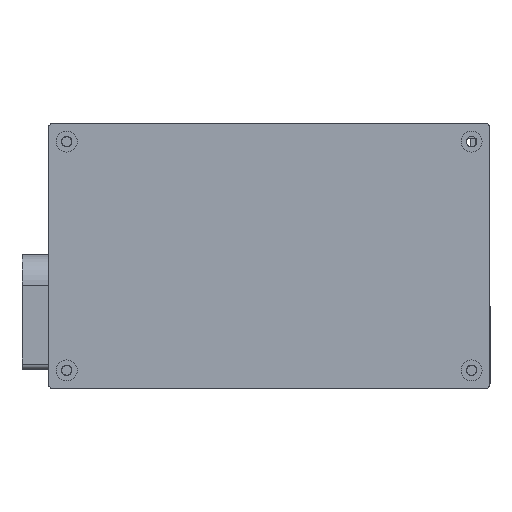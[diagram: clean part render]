
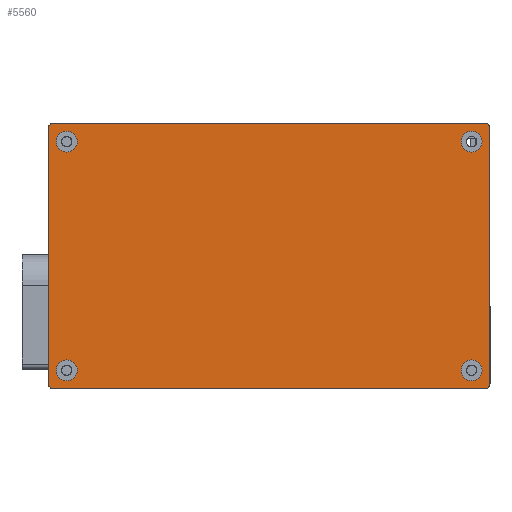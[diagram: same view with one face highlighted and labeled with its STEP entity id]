
A CAD part, front view. The second image highlights one B-rep face of the part: STEP entity #5560.
In plain terms, the highlighted planar face has unit normal (0, -1, 0).
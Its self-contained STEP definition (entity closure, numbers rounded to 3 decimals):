
#201=FACE_BOUND('',#588,.T.);
#202=FACE_BOUND('',#589,.T.);
#203=FACE_BOUND('',#590,.T.);
#204=FACE_BOUND('',#591,.T.);
#275=FACE_OUTER_BOUND('',#587,.T.);
#587=EDGE_LOOP('',(#3773,#3774,#3775,#3776,#3777,#3778,#3779,#3780));
#588=EDGE_LOOP('',(#3781));
#589=EDGE_LOOP('',(#3782));
#590=EDGE_LOOP('',(#3783));
#591=EDGE_LOOP('',(#3784));
#972=LINE('',#8392,#1529);
#973=LINE('',#8396,#1530);
#974=LINE('',#8400,#1531);
#975=LINE('',#8403,#1532);
#1529=VECTOR('',#6643,10.);
#1530=VECTOR('',#6646,10.);
#1531=VECTOR('',#6649,10.);
#1532=VECTOR('',#6652,10.);
#2082=CIRCLE('',#5965,4.);
#2085=CIRCLE('',#5970,4.);
#2088=CIRCLE('',#5975,4.);
#2091=CIRCLE('',#5980,4.);
#2094=CIRCLE('',#5985,2.);
#2095=CIRCLE('',#5986,2.);
#2096=CIRCLE('',#5987,2.);
#2097=CIRCLE('',#5988,2.);
#2370=VERTEX_POINT('',#8352);
#2373=VERTEX_POINT('',#8361);
#2376=VERTEX_POINT('',#8370);
#2379=VERTEX_POINT('',#8379);
#2382=VERTEX_POINT('',#8388);
#2383=VERTEX_POINT('',#8389);
#2384=VERTEX_POINT('',#8391);
#2385=VERTEX_POINT('',#8393);
#2386=VERTEX_POINT('',#8395);
#2387=VERTEX_POINT('',#8397);
#2388=VERTEX_POINT('',#8399);
#2389=VERTEX_POINT('',#8401);
#2920=EDGE_CURVE('',#2370,#2370,#2082,.T.);
#2924=EDGE_CURVE('',#2373,#2373,#2085,.T.);
#2928=EDGE_CURVE('',#2376,#2376,#2088,.T.);
#2932=EDGE_CURVE('',#2379,#2379,#2091,.T.);
#2936=EDGE_CURVE('',#2382,#2383,#2094,.T.);
#2937=EDGE_CURVE('',#2383,#2384,#972,.T.);
#2938=EDGE_CURVE('',#2384,#2385,#2095,.T.);
#2939=EDGE_CURVE('',#2385,#2386,#973,.T.);
#2940=EDGE_CURVE('',#2386,#2387,#2096,.T.);
#2941=EDGE_CURVE('',#2387,#2388,#974,.T.);
#2942=EDGE_CURVE('',#2388,#2389,#2097,.T.);
#2943=EDGE_CURVE('',#2389,#2382,#975,.T.);
#3773=ORIENTED_EDGE('',*,*,#2936,.T.);
#3774=ORIENTED_EDGE('',*,*,#2937,.T.);
#3775=ORIENTED_EDGE('',*,*,#2938,.T.);
#3776=ORIENTED_EDGE('',*,*,#2939,.T.);
#3777=ORIENTED_EDGE('',*,*,#2940,.T.);
#3778=ORIENTED_EDGE('',*,*,#2941,.T.);
#3779=ORIENTED_EDGE('',*,*,#2942,.T.);
#3780=ORIENTED_EDGE('',*,*,#2943,.T.);
#3781=ORIENTED_EDGE('',*,*,#2920,.T.);
#3782=ORIENTED_EDGE('',*,*,#2924,.T.);
#3783=ORIENTED_EDGE('',*,*,#2928,.T.);
#3784=ORIENTED_EDGE('',*,*,#2932,.T.);
#5376=PLANE('',#5984);
#5560=ADVANCED_FACE('',(#275,#201,#202,#203,#204),#5376,.F.);
#5965=AXIS2_PLACEMENT_3D('',#8353,#6597,#6598);
#5970=AXIS2_PLACEMENT_3D('',#8362,#6608,#6609);
#5975=AXIS2_PLACEMENT_3D('',#8371,#6619,#6620);
#5980=AXIS2_PLACEMENT_3D('',#8380,#6630,#6631);
#5984=AXIS2_PLACEMENT_3D('',#8387,#6639,#6640);
#5985=AXIS2_PLACEMENT_3D('',#8390,#6641,#6642);
#5986=AXIS2_PLACEMENT_3D('',#8394,#6644,#6645);
#5987=AXIS2_PLACEMENT_3D('',#8398,#6647,#6648);
#5988=AXIS2_PLACEMENT_3D('',#8402,#6650,#6651);
#6597=DIRECTION('center_axis',(0.,1.,0.));
#6598=DIRECTION('ref_axis',(1.,0.,0.));
#6608=DIRECTION('center_axis',(0.,1.,0.));
#6609=DIRECTION('ref_axis',(1.,0.,0.));
#6619=DIRECTION('center_axis',(0.,1.,0.));
#6620=DIRECTION('ref_axis',(1.,0.,0.));
#6630=DIRECTION('center_axis',(0.,1.,0.));
#6631=DIRECTION('ref_axis',(1.,0.,0.));
#6639=DIRECTION('center_axis',(0.,1.,0.));
#6640=DIRECTION('ref_axis',(1.,0.,0.));
#6641=DIRECTION('center_axis',(0.,-1.,0.));
#6642=DIRECTION('ref_axis',(0.707,0.,0.707));
#6643=DIRECTION('',(-1.,0.,0.));
#6644=DIRECTION('center_axis',(0.,-1.,0.));
#6645=DIRECTION('ref_axis',(-0.707,0.,0.707));
#6646=DIRECTION('',(0.,0.,-1.));
#6647=DIRECTION('center_axis',(0.,-1.,0.));
#6648=DIRECTION('ref_axis',(-0.707,0.,-0.707));
#6649=DIRECTION('',(1.,0.,0.));
#6650=DIRECTION('center_axis',(0.,-1.,0.));
#6651=DIRECTION('ref_axis',(0.707,0.,-0.707));
#6652=DIRECTION('',(0.,0.,1.));
#8352=CARTESIAN_POINT('',(154.,-0.6,-4.));
#8353=CARTESIAN_POINT('Origin',(158.,-0.6,-4.));
#8361=CARTESIAN_POINT('',(154.,-0.6,-91.));
#8362=CARTESIAN_POINT('Origin',(158.,-0.6,-91.));
#8370=CARTESIAN_POINT('',(0.,-0.6,-4.));
#8371=CARTESIAN_POINT('Origin',(4.,-0.6,-4.));
#8379=CARTESIAN_POINT('',(0.,-0.6,-91.));
#8380=CARTESIAN_POINT('Origin',(4.,-0.6,-91.));
#8387=CARTESIAN_POINT('Origin',(81.,-0.6,-47.5));
#8388=CARTESIAN_POINT('',(165.,-0.6,1.));
#8389=CARTESIAN_POINT('',(163.,-0.6,3.));
#8390=CARTESIAN_POINT('Origin',(163.,-0.6,1.));
#8391=CARTESIAN_POINT('',(-1.,-0.6,3.));
#8392=CARTESIAN_POINT('',(-3.,-0.6,3.));
#8393=CARTESIAN_POINT('',(-3.,-0.6,1.));
#8394=CARTESIAN_POINT('Origin',(-1.,-0.6,1.));
#8395=CARTESIAN_POINT('',(-3.,-0.6,-96.));
#8396=CARTESIAN_POINT('',(-3.,-0.6,-98.));
#8397=CARTESIAN_POINT('',(-1.,-0.6,-98.));
#8398=CARTESIAN_POINT('Origin',(-1.,-0.6,-96.));
#8399=CARTESIAN_POINT('',(163.,-0.6,-98.));
#8400=CARTESIAN_POINT('',(165.,-0.6,-98.));
#8401=CARTESIAN_POINT('',(165.,-0.6,-96.));
#8402=CARTESIAN_POINT('Origin',(163.,-0.6,-96.));
#8403=CARTESIAN_POINT('',(165.,-0.6,3.));
